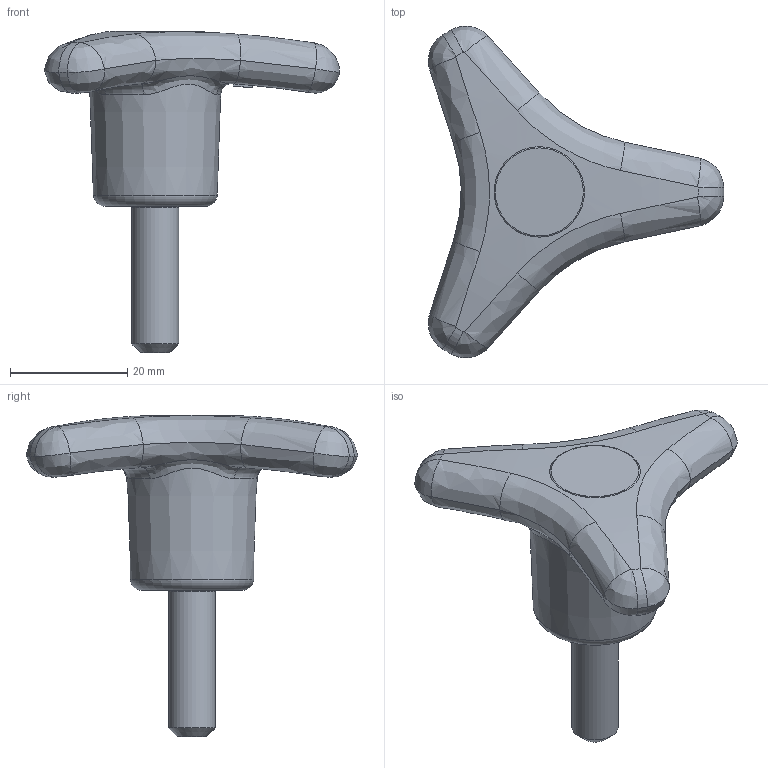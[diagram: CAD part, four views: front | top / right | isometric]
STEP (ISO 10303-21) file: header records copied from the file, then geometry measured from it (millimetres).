
FILE_DESCRIPTION(/* description */ ('File step'),/* implementation_level */ '2;1');
FILE_NAME(/* name */ '6320210',/* time_stamp */ '2022-01-24T16:45:00+01:00',/* author */ ('Zorzan D.'),/* organization */ ('Gamm Srl.'),/* preprocessor_version */ 'ST-DEVELOPER v16.7',/* originating_system */ 'Solid Edge',/* authorisation */ 'Unknown');
FILE_SCHEMA (('CONFIG_CONTROL_DESIGN'));
Length unit declared in the file: millimetre
Products named in the file (1): Parte17
Bounding box: 50.46 x 56.64 x 54.9 mm (x, y, z)
Volume: 18758.6 mm3; surface area: 5978.5 mm2
Topology: 1 solids, 3 shells, 119 faces, 303 edges, 193 vertices
Faces by surface type: plane 56, bspline 34, torus 13, sphere 10, cylinder 4, cone 2
Full cylindrical faces by diameter (mm): 8 x1, 11.7 x1, 15.08 x1, 15.45 x1
Entity records: 6956 total; most frequent: CARTESIAN_POINT 3451, ORIENTED_EDGE 574, DIRECTION 550, EDGE_CURVE 287, AXIS2_PLACEMENT_3D 250, VERTEX_POINT 188, CIRCLE 164, EDGE_LOOP 135
